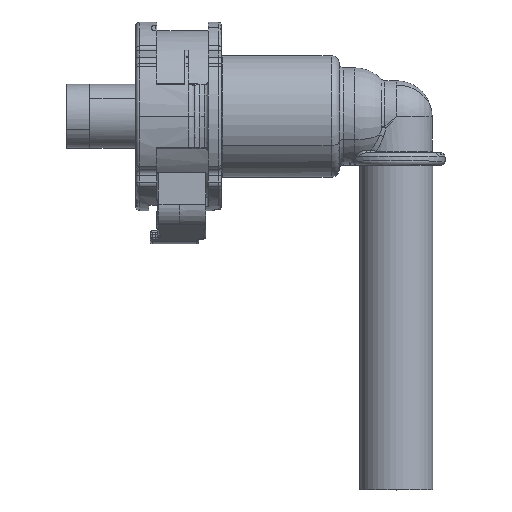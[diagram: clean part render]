
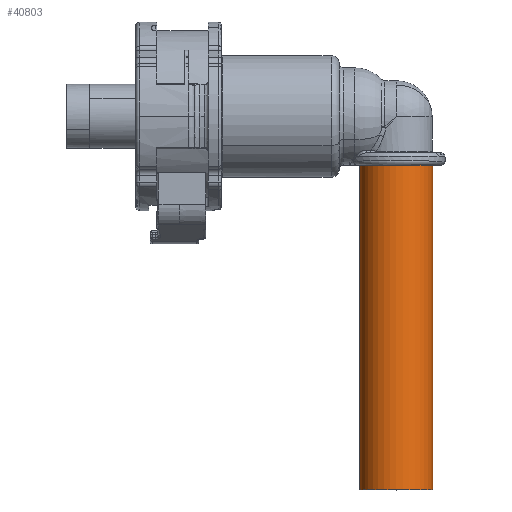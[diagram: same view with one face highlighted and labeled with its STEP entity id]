
A CAD part, top view. The second image highlights one B-rep face of the part: STEP entity #40803.
In plain terms, the highlighted cylindrical face has radius 4.5 mm (diameter 9 mm), a partial arc.
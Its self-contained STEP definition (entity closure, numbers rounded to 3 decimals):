
#40767=AXIS2_PLACEMENT_3D('Cylinder Axis2P3D',#40764,#40765,#40766) ;
#40771=AXIS2_PLACEMENT_3D('Circle Axis2P3D',#40769,#40770,$) ;
#40787=AXIS2_PLACEMENT_3D('Circle Axis2P3D',#40785,#40786,$) ;
#40764=CARTESIAN_POINT('Axis2P3D Location',(21.6,-26.,0.)) ;
#40769=CARTESIAN_POINT('Axis2P3D Location',(21.6,-6.,0.)) ;
#40773=CARTESIAN_POINT('Vertex',(26.1,-6.,0.)) ;
#40775=CARTESIAN_POINT('Vertex',(17.1,-6.,0.)) ;
#40778=CARTESIAN_POINT('Line Origine',(17.1,-26.,0.)) ;
#40782=CARTESIAN_POINT('Vertex',(17.1,-46.,0.)) ;
#40785=CARTESIAN_POINT('Axis2P3D Location',(21.6,-46.,0.)) ;
#40789=CARTESIAN_POINT('Vertex',(26.1,-46.,0.)) ;
#40792=CARTESIAN_POINT('Line Origine',(26.1,-26.,0.)) ;
#40765=DIRECTION('Axis2P3D Direction',(0.,-1.,0.)) ;
#40766=DIRECTION('Axis2P3D XDirection',(1.,0.,0.)) ;
#40770=DIRECTION('Axis2P3D Direction',(0.,-1.,0.)) ;
#40779=DIRECTION('Vector Direction',(0.,-1.,0.)) ;
#40786=DIRECTION('Axis2P3D Direction',(0.,-1.,0.)) ;
#40793=DIRECTION('Vector Direction',(0.,-1.,0.)) ;
#40780=VECTOR('Line Direction',#40779,1.) ;
#40794=VECTOR('Line Direction',#40793,1.) ;
#40798=ORIENTED_EDGE('',*,*,#40777,.T.) ;
#40799=ORIENTED_EDGE('',*,*,#40784,.F.) ;
#40800=ORIENTED_EDGE('',*,*,#40791,.F.) ;
#40801=ORIENTED_EDGE('',*,*,#40796,.T.) ;
#40803=ADVANCED_FACE('PA-Tube 9x1,5',(#40802),#40768,.T.) ;
#40772=CIRCLE('generated circle',#40771,4.5) ;
#40788=CIRCLE('generated circle',#40787,4.5) ;
#40768=CYLINDRICAL_SURFACE('generated cylinder',#40767,4.5) ;
#40777=EDGE_CURVE('',#40774,#40776,#40772,.T.) ;
#40784=EDGE_CURVE('',#40783,#40776,#40781,.F.) ;
#40791=EDGE_CURVE('',#40790,#40783,#40788,.T.) ;
#40796=EDGE_CURVE('',#40790,#40774,#40795,.F.) ;
#40797=EDGE_LOOP('',(#40798,#40799,#40800,#40801)) ;
#40802=FACE_OUTER_BOUND('',#40797,.T.) ;
#40781=LINE('Line',#40778,#40780) ;
#40795=LINE('Line',#40792,#40794) ;
#40774=VERTEX_POINT('',#40773) ;
#40776=VERTEX_POINT('',#40775) ;
#40783=VERTEX_POINT('',#40782) ;
#40790=VERTEX_POINT('',#40789) ;
